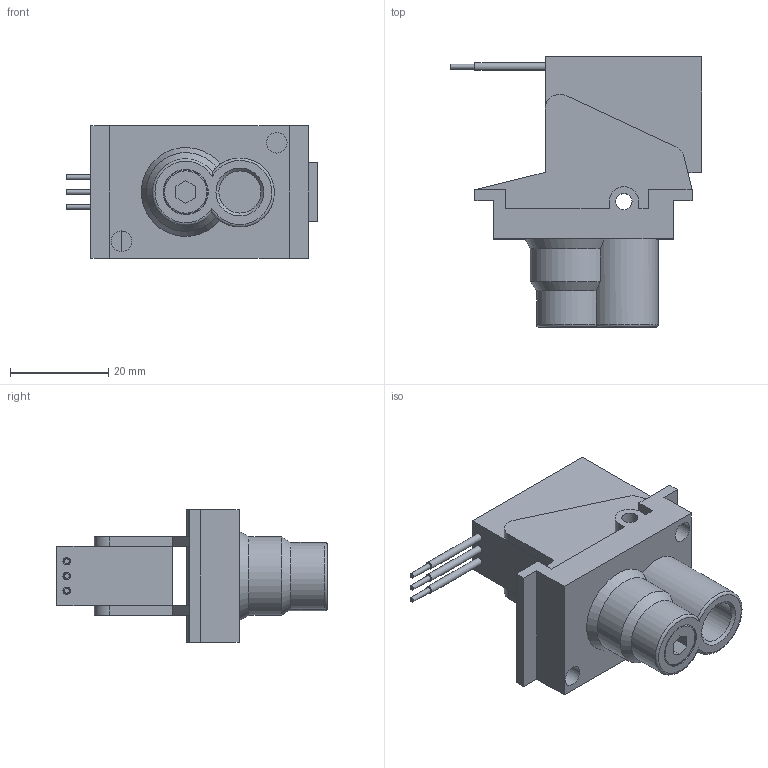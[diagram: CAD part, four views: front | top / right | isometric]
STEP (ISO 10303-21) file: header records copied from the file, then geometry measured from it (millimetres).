
FILE_DESCRIPTION(/* description */ ('STEP AP214'),/* implementation_level */ '2;1');
FILE_NAME(/* name */ '12593_VPE-1_8-SW',/* time_stamp */ '2024-09-17T02:19:32+02:00',/* author */ ('License CC BY-ND 4.0'),/* organization */ ('CADENAS'),/* preprocessor_version */ 'ST-DEVELOPER v19.3',/* originating_system */ 'PARTsolutions',/* authorisation */ ' ');
FILE_SCHEMA (('AUTOMOTIVE_DESIGN {1 0 10303 214 3 1 1}'));
Length unit declared in the file: millimetre
Products named in the file (1): 12593 VPE-1/8-SW
Bounding box: 51.05 x 54.9 x 27 mm (x, y, z)
Volume: 23355 mm3; surface area: 9877.5 mm2
Topology: 1 solids, 1 shells, 93 faces, 235 edges, 155 vertices
Faces by surface type: plane 66, cylinder 21, cone 3, torus 3
Full cylindrical faces by diameter (mm): 1 x3, 1.5 x3, 3.3 x1, 4.2 x2, 8.566 x1, 9.2 x1
Entity records: 2742 total; most frequent: CARTESIAN_POINT 487, DIRECTION 452, ORIENTED_EDGE 440, EDGE_CURVE 220, LINE 164, VECTOR 164, VERTEX_POINT 153, AXIS2_PLACEMENT_3D 144
